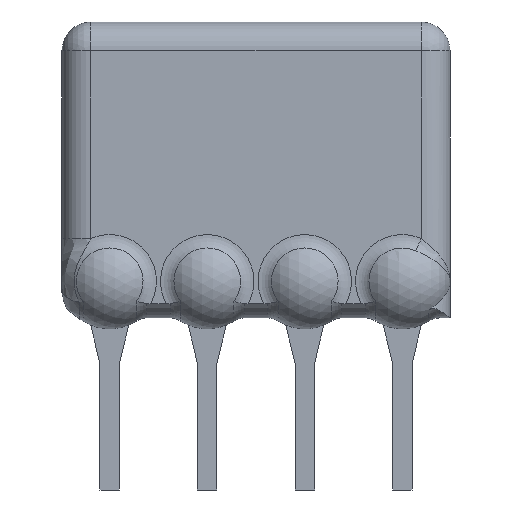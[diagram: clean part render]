
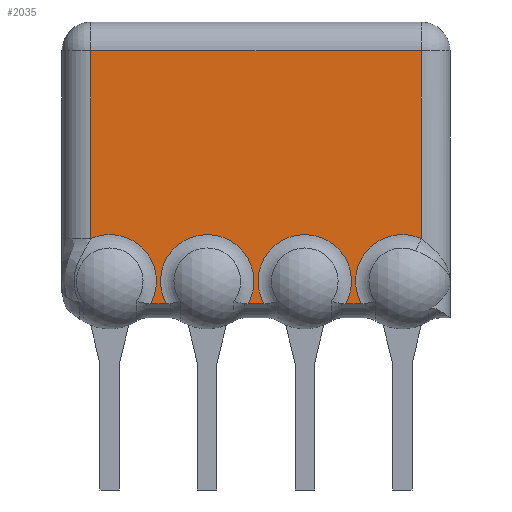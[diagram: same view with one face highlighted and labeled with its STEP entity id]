
A CAD part, left-side view. The second image highlights one B-rep face of the part: STEP entity #2035.
In plain terms, the highlighted planar face has unit normal (-1, 0, 0).
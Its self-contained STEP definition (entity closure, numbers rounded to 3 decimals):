
#146=CARTESIAN_POINT('',(-0.75,0.75,
1.112));
#360=CARTESIAN_POINT('',(-0.75,8.865,0.));
#361=DIRECTION('',(1.,0.,0.));
#362=DIRECTION('',(0.,0.407,0.914));
#363=AXIS2_PLACEMENT_3D('',#360,#361,#362);
#594=DIRECTION('',(0.,0.,-1.));
#595=VECTOR('',#594,4.893);
#596=CARTESIAN_POINT('',(-0.75,9.36,6.005));
#597=LINE('',#596,#595);
#598=DIRECTION('',(0.,0.,-1.));
#599=VECTOR('',#598,4.893);
#600=CARTESIAN_POINT('',(-0.75,0.75,6.005));
#601=LINE('',#600,#599);
#602=CARTESIAN_POINT('',(-0.75,1.245,0.));
#603=DIRECTION('',(1.,0.,0.));
#604=DIRECTION('',(0.,0.875,-0.484));
#605=AXIS2_PLACEMENT_3D('',#602,#603,#604);
#607=DIRECTION('',(0.,1.,0.));
#608=VECTOR('',#607,0.409);
#609=CARTESIAN_POINT('',(-0.75,2.311,-0.589));
#610=LINE('',#609,#608);
#611=DIRECTION('',(0.,1.,0.));
#612=VECTOR('',#611,0.409);
#613=CARTESIAN_POINT('',(-0.75,4.851,-0.589));
#614=LINE('',#613,#612);
#615=DIRECTION('',(0.,1.,0.));
#616=VECTOR('',#615,0.409);
#617=CARTESIAN_POINT('',(-0.75,7.391,-0.589));
#618=LINE('',#617,#616);
#629=DIRECTION('',(0.,1.,0.));
#630=VECTOR('',#629,8.61);
#631=CARTESIAN_POINT('',(-0.75,0.75,6.005));
#632=LINE('',#631,#630);
#662=CARTESIAN_POINT('',(-0.75,3.785,0.));
#663=DIRECTION('',(1.,0.,0.));
#664=DIRECTION('',(0.,0.875,-0.484));
#665=AXIS2_PLACEMENT_3D('',#662,#663,#664);
#818=CARTESIAN_POINT('',(-0.75,6.325,0.));
#819=DIRECTION('',(1.,0.,0.));
#820=DIRECTION('',(0.,0.875,-0.484));
#821=AXIS2_PLACEMENT_3D('',#818,#819,#820);
#1008=CARTESIAN_POINT('',(-0.75,0.75,6.005));
#1010=VERTEX_POINT('',#1008);
#1013=VERTEX_POINT('',#146);
#1016=CARTESIAN_POINT('',(-0.75,2.311,-0.589));
#1017=VERTEX_POINT('',#1016);
#1035=CARTESIAN_POINT('',(-0.75,4.851,-0.589));
#1036=CARTESIAN_POINT('',(-0.75,5.259,-0.589));
#1037=VERTEX_POINT('',#1035);
#1038=VERTEX_POINT('',#1036);
#1043=CARTESIAN_POINT('',(-0.75,2.719,-0.589));
#1044=VERTEX_POINT('',#1043);
#1055=CARTESIAN_POINT('',(-0.75,7.391,-0.589));
#1056=CARTESIAN_POINT('',(-0.75,7.799,-0.589));
#1057=VERTEX_POINT('',#1055);
#1058=VERTEX_POINT('',#1056);
#1175=CARTESIAN_POINT('',(-0.75,9.36,6.005));
#1176=CARTESIAN_POINT('',(-0.75,9.36,
1.112));
#1177=VERTEX_POINT('',#1175);
#1178=VERTEX_POINT('',#1176);
#2014=CARTESIAN_POINT('',(-0.75,0.,-0.589));
#2015=DIRECTION('',(-1.,0.,0.));
#2016=DIRECTION('',(0.,0.,1.));
#2017=AXIS2_PLACEMENT_3D('',#2014,#2015,#2016);
#2018=PLANE('',#2017);
#2019=ORIENTED_EDGE('',*,*,#1581,.F.);
#2021=ORIENTED_EDGE('',*,*,#2020,.F.);
#2022=ORIENTED_EDGE('',*,*,#1350,.T.);
#2024=ORIENTED_EDGE('',*,*,#2023,.F.);
#2025=ORIENTED_EDGE('',*,*,#1290,.T.);
#2027=ORIENTED_EDGE('',*,*,#2026,.F.);
#2028=ORIENTED_EDGE('',*,*,#1274,.T.);
#2030=ORIENTED_EDGE('',*,*,#2029,.F.);
#2031=ORIENTED_EDGE('',*,*,#1318,.T.);
#2032=ORIENTED_EDGE('',*,*,#1681,.F.);
#2033=EDGE_LOOP('',(#2019,#2021,#2022,#2024,#2025,#2027,#2028,#2030,#2031,
#2032));
#2034=FACE_OUTER_BOUND('',#2033,.F.);
#364=CIRCLE('',#363,1.218);
#606=CIRCLE('',#605,1.218);
#666=CIRCLE('',#665,1.218);
#822=CIRCLE('',#821,1.218);
#1274=EDGE_CURVE('',#1037,#1038,#614,.T.);
#1290=EDGE_CURVE('',#1017,#1044,#610,.T.);
#1318=EDGE_CURVE('',#1057,#1058,#618,.T.);
#1350=EDGE_CURVE('',#1010,#1013,#601,.T.);
#1581=EDGE_CURVE('',#1177,#1178,#597,.T.);
#1681=EDGE_CURVE('',#1178,#1058,#364,.T.);
#2020=EDGE_CURVE('',#1010,#1177,#632,.T.);
#2023=EDGE_CURVE('',#1017,#1013,#606,.T.);
#2026=EDGE_CURVE('',#1037,#1044,#666,.T.);
#2029=EDGE_CURVE('',#1057,#1038,#822,.T.);
#2035=ADVANCED_FACE('',(#2034),#2018,.T.);
